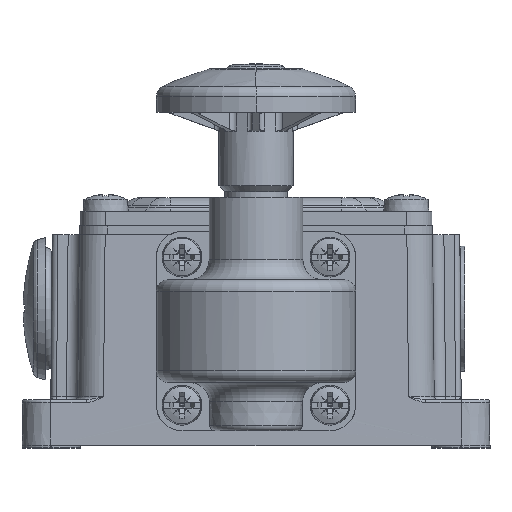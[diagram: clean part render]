
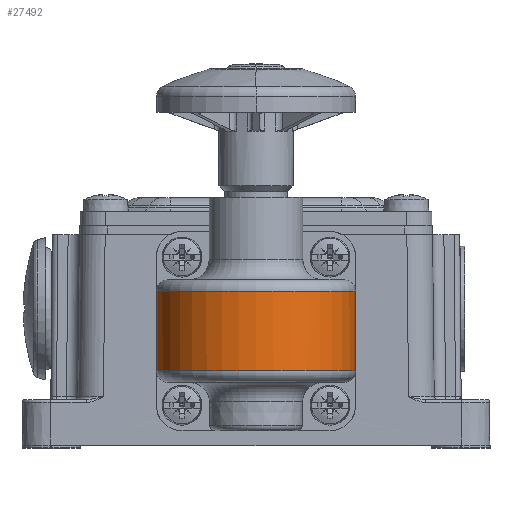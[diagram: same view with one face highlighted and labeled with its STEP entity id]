
A CAD part, top view. The second image highlights one B-rep face of the part: STEP entity #27492.
In plain terms, the highlighted cylindrical face has radius 17.5 mm (diameter 35 mm), a partial arc.
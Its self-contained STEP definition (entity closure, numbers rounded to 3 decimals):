
#779=CARTESIAN_POINT('',(0.,23.5,42.5));
#780=DIRECTION('',(0.,-1.,0.));
#781=DIRECTION('',(1.,0.,0.));
#782=AXIS2_PLACEMENT_3D('',#779,#780,#781);
#784=CARTESIAN_POINT('',(0.,23.5,42.5));
#785=DIRECTION('',(0.,-1.,0.));
#786=DIRECTION('',(1.,0.,0.005));
#787=AXIS2_PLACEMENT_3D('',#784,#785,#786);
#794=DIRECTION('',(0.,-1.,0.));
#795=VECTOR('',#794,14.);
#796=CARTESIAN_POINT('',(17.5,23.5,42.5));
#797=LINE('',#796,#795);
#798=DIRECTION('',(0.,1.,0.));
#799=VECTOR('',#798,14.);
#800=CARTESIAN_POINT('',(-17.5,9.5,42.5));
#801=LINE('',#800,#799);
#812=CARTESIAN_POINT('',(0.,9.5,42.5));
#813=DIRECTION('',(0.,1.,0.));
#814=DIRECTION('',(-1.,0.,0.));
#815=AXIS2_PLACEMENT_3D('',#812,#813,#814);
#817=CARTESIAN_POINT('',(0.,9.5,42.5));
#818=DIRECTION('',(0.,1.,0.));
#819=DIRECTION('',(-1.,0.,0.008));
#820=AXIS2_PLACEMENT_3D('',#817,#818,#819);
#21885=CARTESIAN_POINT('',(17.5,9.5,42.5));
#21886=VERTEX_POINT('',#21885);
#21887=CARTESIAN_POINT('',(17.5,23.5,42.5));
#21888=VERTEX_POINT('',#21887);
#22844=CARTESIAN_POINT('',(17.5,23.5,42.596));
#22845=CARTESIAN_POINT('',(-17.5,23.5,42.5));
#22846=VERTEX_POINT('',#22844);
#22847=VERTEX_POINT('',#22845);
#22848=CARTESIAN_POINT('',(-17.499,9.5,42.636));
#22849=VERTEX_POINT('',#22848);
#22850=CARTESIAN_POINT('',(-17.5,9.5,42.5));
#22851=VERTEX_POINT('',#22850);
#27476=CARTESIAN_POINT('',(0.,7.5,42.5));
#27477=DIRECTION('',(0.,1.,0.));
#27478=DIRECTION('',(-1.,0.,0.));
#27479=AXIS2_PLACEMENT_3D('',#27476,#27477,#27478);
#27480=CYLINDRICAL_SURFACE('',#27479,17.5);
#27481=ORIENTED_EDGE('',*,*,#27469,.F.);
#27482=ORIENTED_EDGE('',*,*,#27467,.F.);
#27483=ORIENTED_EDGE('',*,*,#27268,.T.);
#27485=ORIENTED_EDGE('',*,*,#27484,.F.);
#27487=ORIENTED_EDGE('',*,*,#27486,.F.);
#27489=ORIENTED_EDGE('',*,*,#27488,.T.);
#27490=EDGE_LOOP('',(#27481,#27482,#27483,#27485,#27487,#27489));
#27491=FACE_OUTER_BOUND('',#27490,.F.);
#27492=ADVANCED_FACE('',(#27491),#27480,.T.);
#783=CIRCLE('',#782,17.5);
#788=CIRCLE('',#787,17.5);
#816=CIRCLE('',#815,17.5);
#821=CIRCLE('',#820,17.5);
#27268=EDGE_CURVE('',#21888,#21886,#797,.T.);
#27467=EDGE_CURVE('',#21888,#22846,#783,.T.);
#27469=EDGE_CURVE('',#22846,#22847,#788,.T.);
#27484=EDGE_CURVE('',#22849,#21886,#821,.T.);
#27486=EDGE_CURVE('',#22851,#22849,#816,.T.);
#27488=EDGE_CURVE('',#22851,#22847,#801,.T.);
